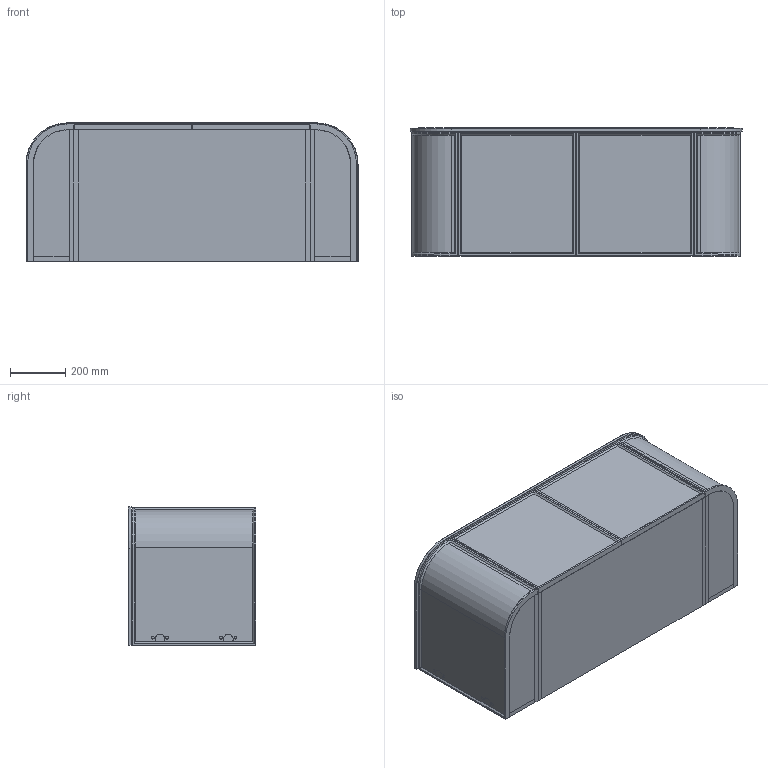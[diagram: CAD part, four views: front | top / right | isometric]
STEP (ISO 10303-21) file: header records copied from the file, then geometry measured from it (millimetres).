
FILE_DESCRIPTION (( 'STEP AP214' ), '1' );
FILE_NAME ('2355567.STEP', '2023-09-29T00:22:24', ( '' ), ( '' ), 'SwSTEP 2.0', 'SolidWorks 2021', '' );
FILE_SCHEMA (( 'AUTOMOTIVE_DESIGN' ));
Length unit declared in the file: millimetre
Products named in the file (10): 2355567; 1200 Door Kado Era; End Carcass LEFT; Kado Era 1200 (Door); End Carcass RIGHT; Kado Era Curved End Panel; Kado Era 1200 Carcass (DOOR); 1200 DOOR Benchtop (12mm); 1200 Benchtop (12mm) DOOR
Assembly tree (11 placements, depth 4):
  2355567
    Kado Era 1200 (Door)
      Kado Era 1200 Carcass (DOOR)
      End Carcass RIGHT
      Kado Era Curved End Panel  x2
      End Carcass LEFT
      1200 Door Kado Era  x2
        1200 Door Kado Era
      1200 Benchtop (12mm) DOOR
        1200 DOOR Benchtop (12mm)
Bounding box: 1200 x 462 x 500 mm (x, y, z)
Volume: 58846477.8 mm3; surface area: 8302896 mm2
Topology: 21 solids, 21 shells, 294 faces, 618 edges, 404 vertices
Faces by surface type: plane 198, cylinder 88, cone 8
Entity records: 7674 total; most frequent: DIRECTION 1174, CARTESIAN_POINT 1098, ORIENTED_EDGE 1012, EDGE_CURVE 506, AXIS2_PLACEMENT_3D 408, LINE 358, VECTOR 358, VERTEX_POINT 332
